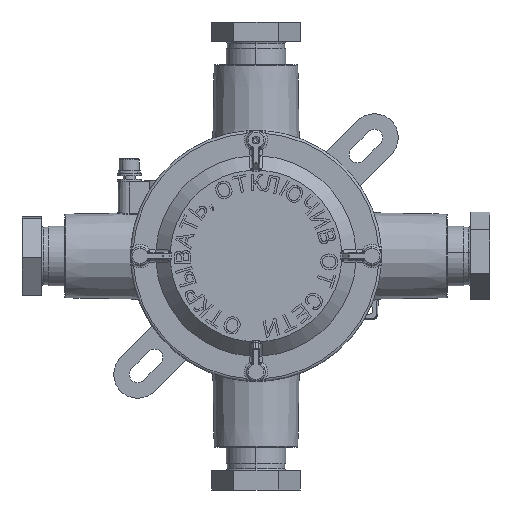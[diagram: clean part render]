
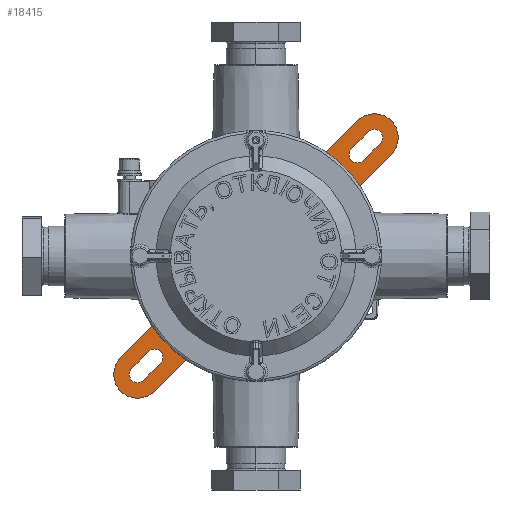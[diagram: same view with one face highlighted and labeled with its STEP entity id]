
A CAD part, front view. The second image highlights one B-rep face of the part: STEP entity #18415.
In plain terms, the highlighted face is planar.
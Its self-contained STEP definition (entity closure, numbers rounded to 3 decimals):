
#566 = CARTESIAN_POINT ( 'NONE',  ( -3.5, -60., -3. ) ) ;
#3402 = VERTEX_POINT ( 'NONE', #42302 ) ;
#3639 = DIRECTION ( 'NONE',  ( 0., 0., 1. ) ) ;
#3809 = EDGE_CURVE ( 'NONE', #58051, #3402, #70414, .T. ) ;
#5571 = FACE_OUTER_BOUND ( 'NONE', #33044, .T. ) ;
#6170 = AXIS2_PLACEMENT_3D ( 'NONE', #68146, #68647, #12913 ) ;
#7658 = DIRECTION ( 'NONE',  ( 0., -1., 0. ) ) ;
#8207 = CARTESIAN_POINT ( 'NONE',  ( 3.5, 70., -3. ) ) ;
#9497 = VECTOR ( 'NONE', #15126, 1000. ) ;
#9624 = EDGE_CURVE ( 'NONE', #23448, #43802, #40123, .T. ) ;
#9670 = CARTESIAN_POINT ( 'NONE',  ( 3.5, 60., -3. ) ) ;
#11114 = VECTOR ( 'NONE', #86009, 1000. ) ;
#12357 = DIRECTION ( 'NONE',  ( 0., 1., 0. ) ) ;
#12500 = CIRCLE ( 'NONE', #39171, 3.5 ) ;
#12611 = DIRECTION ( 'NONE',  ( 0., -1., 0. ) ) ;
#12913 = DIRECTION ( 'NONE',  ( 1., 0., 0. ) ) ;
#13501 = EDGE_CURVE ( 'NONE', #50559, #35677, #82515, .T. ) ;
#14313 = ORIENTED_EDGE ( 'NONE', *, *, #17668, .F. ) ;
#14488 = CARTESIAN_POINT ( 'NONE',  ( 3.5, 70., -3. ) ) ;
#14865 = CARTESIAN_POINT ( 'NONE',  ( 10., 70., -3. ) ) ;
#15126 = DIRECTION ( 'NONE',  ( 0., 1., 0. ) ) ;
#16812 = VERTEX_POINT ( 'NONE', #72602 ) ;
#17668 = EDGE_CURVE ( 'NONE', #61211, #72657, #53046, .T. ) ;
#17878 = CARTESIAN_POINT ( 'NONE',  ( 0., 40., -3. ) ) ;
#18415 = ADVANCED_FACE ( 'NONE', ( #45217, #76492, #61885, #76994, #5571 ), #36376, .F. ) ;
#18730 = DIRECTION ( 'NONE',  ( 0., 0., 1. ) ) ;
#19063 = CARTESIAN_POINT ( 'NONE',  ( 3.5, -70., -3. ) ) ;
#20304 = VERTEX_POINT ( 'NONE', #96667 ) ;
#22870 = DIRECTION ( 'NONE',  ( 0., 0., -1. ) ) ;
#23448 = VERTEX_POINT ( 'NONE', #40472 ) ;
#26452 = VERTEX_POINT ( 'NONE', #14865 ) ;
#26568 = CARTESIAN_POINT ( 'NONE',  ( 0., -60., -3. ) ) ;
#28213 = CARTESIAN_POINT ( 'NONE',  ( -10., 70., -3. ) ) ;
#28221 = DIRECTION ( 'NONE',  ( 0., 0., -1. ) ) ;
#28378 = EDGE_CURVE ( 'NONE', #95363, #56631, #38595, .T. ) ;
#29490 = CARTESIAN_POINT ( 'NONE',  ( -10., -70., -3. ) ) ;
#29499 = CARTESIAN_POINT ( 'NONE',  ( 3.5, -60., -3. ) ) ;
#31189 = AXIS2_PLACEMENT_3D ( 'NONE', #45788, #102100, #85929 ) ;
#31203 = DIRECTION ( 'NONE',  ( 1., 0., 0. ) ) ;
#32330 = CARTESIAN_POINT ( 'NONE',  ( 0., -70., -3. ) ) ;
#33044 = EDGE_LOOP ( 'NONE', ( #69265, #101613, #100897, #69462 ) ) ;
#34338 = EDGE_CURVE ( 'NONE', #26452, #58361, #44544, .T. ) ;
#34573 = AXIS2_PLACEMENT_3D ( 'NONE', #75075, #3639, #64684 ) ;
#35677 = VERTEX_POINT ( 'NONE', #45226 ) ;
#36376 = PLANE ( 'NONE',  #6170 ) ;
#36684 = EDGE_CURVE ( 'NONE', #46730, #72093, #102542, .T. ) ;
#37422 = DIRECTION ( 'NONE',  ( 0., 0., 1. ) ) ;
#37775 = CIRCLE ( 'NONE', #42837, 2.75 ) ;
#38344 = EDGE_CURVE ( 'NONE', #16812, #20304, #37775, .T. ) ;
#38595 = LINE ( 'NONE', #54214, #11114 ) ;
#38676 = ORIENTED_EDGE ( 'NONE', *, *, #13501, .T. ) ;
#39171 = AXIS2_PLACEMENT_3D ( 'NONE', #103136, #22870, #31203 ) ;
#40123 = LINE ( 'NONE', #64037, #9497 ) ;
#40472 = CARTESIAN_POINT ( 'NONE',  ( -3.5, 60., -3. ) ) ;
#41359 = DIRECTION ( 'NONE',  ( 1., 0., 0. ) ) ;
#42302 = CARTESIAN_POINT ( 'NONE',  ( 10., -70., -3. ) ) ;
#42837 = AXIS2_PLACEMENT_3D ( 'NONE', #53514, #55543, #69096 ) ;
#43802 = VERTEX_POINT ( 'NONE', #80708 ) ;
#44544 = CIRCLE ( 'NONE', #34573, 10. ) ;
#45217 = FACE_BOUND ( 'NONE', #97180, .T. ) ;
#45226 = CARTESIAN_POINT ( 'NONE',  ( 2.75, -40., -3. ) ) ;
#45626 = AXIS2_PLACEMENT_3D ( 'NONE', #26568, #98968, #58326 ) ;
#45788 = CARTESIAN_POINT ( 'NONE',  ( 0., -40., -3. ) ) ;
#46730 = VERTEX_POINT ( 'NONE', #14488 ) ;
#47204 = EDGE_LOOP ( 'NONE', ( #68374, #38676 ) ) ;
#48393 = ORIENTED_EDGE ( 'NONE', *, *, #93063, .F. ) ;
#48595 = DIRECTION ( 'NONE',  ( -1., 0., 0. ) ) ;
#49082 = DIRECTION ( 'NONE',  ( 0., 0., -1. ) ) ;
#50250 = DIRECTION ( 'NONE',  ( 0., 1., 0. ) ) ;
#50559 = VERTEX_POINT ( 'NONE', #79646 ) ;
#53046 = LINE ( 'NONE', #75938, #57578 ) ;
#53514 = CARTESIAN_POINT ( 'NONE',  ( 0., 40., -3. ) ) ;
#54214 = CARTESIAN_POINT ( 'NONE',  ( 3.5, -70., -3. ) ) ;
#54475 = CIRCLE ( 'NONE', #31189, 2.75 ) ;
#55543 = DIRECTION ( 'NONE',  ( 0., 0., 1. ) ) ;
#56560 = ORIENTED_EDGE ( 'NONE', *, *, #78477, .F. ) ;
#56631 = VERTEX_POINT ( 'NONE', #19063 ) ;
#57294 = DIRECTION ( 'NONE',  ( 1., 0., 0. ) ) ;
#57578 = VECTOR ( 'NONE', #12357, 1000. ) ;
#58051 = VERTEX_POINT ( 'NONE', #29490 ) ;
#58125 = ORIENTED_EDGE ( 'NONE', *, *, #38344, .T. ) ;
#58245 = EDGE_CURVE ( 'NONE', #56631, #61211, #99565, .T. ) ;
#58326 = DIRECTION ( 'NONE',  ( -1., 0., 0. ) ) ;
#58361 = VERTEX_POINT ( 'NONE', #28213 ) ;
#58716 = AXIS2_PLACEMENT_3D ( 'NONE', #32330, #18730, #57294 ) ;
#59470 = EDGE_CURVE ( 'NONE', #35677, #50559, #54475, .T. ) ;
#61211 = VERTEX_POINT ( 'NONE', #86242 ) ;
#61885 = FACE_BOUND ( 'NONE', #65491, .T. ) ;
#62424 = VECTOR ( 'NONE', #12611, 1000. ) ;
#64037 = CARTESIAN_POINT ( 'NONE',  ( -3.5, 70., -3. ) ) ;
#64684 = DIRECTION ( 'NONE',  ( 1., 0., 0. ) ) ;
#65203 = ORIENTED_EDGE ( 'NONE', *, *, #79660, .F. ) ;
#65240 = CARTESIAN_POINT ( 'NONE',  ( 0., -70., -3. ) ) ;
#65346 = LINE ( 'NONE', #72654, #71374 ) ;
#65491 = EDGE_LOOP ( 'NONE', ( #58125, #101754 ) ) ;
#65816 = AXIS2_PLACEMENT_3D ( 'NONE', #68186, #37422, #101041 ) ;
#66069 = EDGE_CURVE ( 'NONE', #20304, #16812, #93384, .T. ) ;
#66270 = AXIS2_PLACEMENT_3D ( 'NONE', #65240, #49082, #48595 ) ;
#66323 = DIRECTION ( 'NONE',  ( 0., 0., 1. ) ) ;
#68146 = CARTESIAN_POINT ( 'NONE',  ( 0., 70., -3. ) ) ;
#68186 = CARTESIAN_POINT ( 'NONE',  ( 0., -40., -3. ) ) ;
#68374 = ORIENTED_EDGE ( 'NONE', *, *, #59470, .T. ) ;
#68647 = DIRECTION ( 'NONE',  ( 0., 0., 1. ) ) ;
#69096 = DIRECTION ( 'NONE',  ( 1., 0., 0. ) ) ;
#69265 = ORIENTED_EDGE ( 'NONE', *, *, #34338, .F. ) ;
#69462 = ORIENTED_EDGE ( 'NONE', *, *, #97817, .F. ) ;
#70002 = CIRCLE ( 'NONE', #100013, 3.5 ) ;
#70414 = CIRCLE ( 'NONE', #58716, 10. ) ;
#71374 = VECTOR ( 'NONE', #50250, 1000. ) ;
#71592 = ORIENTED_EDGE ( 'NONE', *, *, #58245, .F. ) ;
#72093 = VERTEX_POINT ( 'NONE', #9670 ) ;
#72541 = ORIENTED_EDGE ( 'NONE', *, *, #9624, .F. ) ;
#72602 = CARTESIAN_POINT ( 'NONE',  ( 2.75, 40., -3. ) ) ;
#72654 = CARTESIAN_POINT ( 'NONE',  ( 10., 70., -3. ) ) ;
#72657 = VERTEX_POINT ( 'NONE', #566 ) ;
#74984 = EDGE_LOOP ( 'NONE', ( #91080, #48393, #72541, #65203 ) ) ;
#75075 = CARTESIAN_POINT ( 'NONE',  ( 0., 70., -3. ) ) ;
#75675 = LINE ( 'NONE', #84020, #62424 ) ;
#75938 = CARTESIAN_POINT ( 'NONE',  ( -3.5, -70., -3. ) ) ;
#76492 = FACE_BOUND ( 'NONE', #74984, .T. ) ;
#76994 = FACE_BOUND ( 'NONE', #47204, .T. ) ;
#78477 = EDGE_CURVE ( 'NONE', #72657, #95363, #90576, .T. ) ;
#79646 = CARTESIAN_POINT ( 'NONE',  ( -2.75, -40., -3. ) ) ;
#79660 = EDGE_CURVE ( 'NONE', #72093, #23448, #12500, .T. ) ;
#80708 = CARTESIAN_POINT ( 'NONE',  ( -3.5, 70., -3. ) ) ;
#82515 = CIRCLE ( 'NONE', #65816, 2.75 ) ;
#83472 = CARTESIAN_POINT ( 'NONE',  ( 0., 70., -3. ) ) ;
#84020 = CARTESIAN_POINT ( 'NONE',  ( -10., 70., -3. ) ) ;
#84681 = ORIENTED_EDGE ( 'NONE', *, *, #28378, .F. ) ;
#85929 = DIRECTION ( 'NONE',  ( 1., 0., 0. ) ) ;
#86009 = DIRECTION ( 'NONE',  ( 0., -1., 0. ) ) ;
#86242 = CARTESIAN_POINT ( 'NONE',  ( -3.5, -70., -3. ) ) ;
#87245 = EDGE_CURVE ( 'NONE', #3402, #26452, #65346, .T. ) ;
#89762 = DIRECTION ( 'NONE',  ( 1., 0., 0. ) ) ;
#90576 = CIRCLE ( 'NONE', #45626, 3.5 ) ;
#91080 = ORIENTED_EDGE ( 'NONE', *, *, #36684, .F. ) ;
#91364 = VECTOR ( 'NONE', #7658, 1000. ) ;
#93063 = EDGE_CURVE ( 'NONE', #43802, #46730, #70002, .T. ) ;
#93384 = CIRCLE ( 'NONE', #101731, 2.75 ) ;
#95363 = VERTEX_POINT ( 'NONE', #29499 ) ;
#96667 = CARTESIAN_POINT ( 'NONE',  ( -2.75, 40., -3. ) ) ;
#97180 = EDGE_LOOP ( 'NONE', ( #14313, #71592, #84681, #56560 ) ) ;
#97817 = EDGE_CURVE ( 'NONE', #58361, #58051, #75675, .T. ) ;
#98968 = DIRECTION ( 'NONE',  ( 0., 0., -1. ) ) ;
#99565 = CIRCLE ( 'NONE', #66270, 3.5 ) ;
#100013 = AXIS2_PLACEMENT_3D ( 'NONE', #83472, #28221, #89762 ) ;
#100897 = ORIENTED_EDGE ( 'NONE', *, *, #3809, .F. ) ;
#101041 = DIRECTION ( 'NONE',  ( 1., 0., 0. ) ) ;
#101613 = ORIENTED_EDGE ( 'NONE', *, *, #87245, .F. ) ;
#101731 = AXIS2_PLACEMENT_3D ( 'NONE', #17878, #66323, #41359 ) ;
#101754 = ORIENTED_EDGE ( 'NONE', *, *, #66069, .T. ) ;
#102100 = DIRECTION ( 'NONE',  ( 0., 0., 1. ) ) ;
#102542 = LINE ( 'NONE', #8207, #91364 ) ;
#103136 = CARTESIAN_POINT ( 'NONE',  ( 0., 60., -3. ) ) ;
